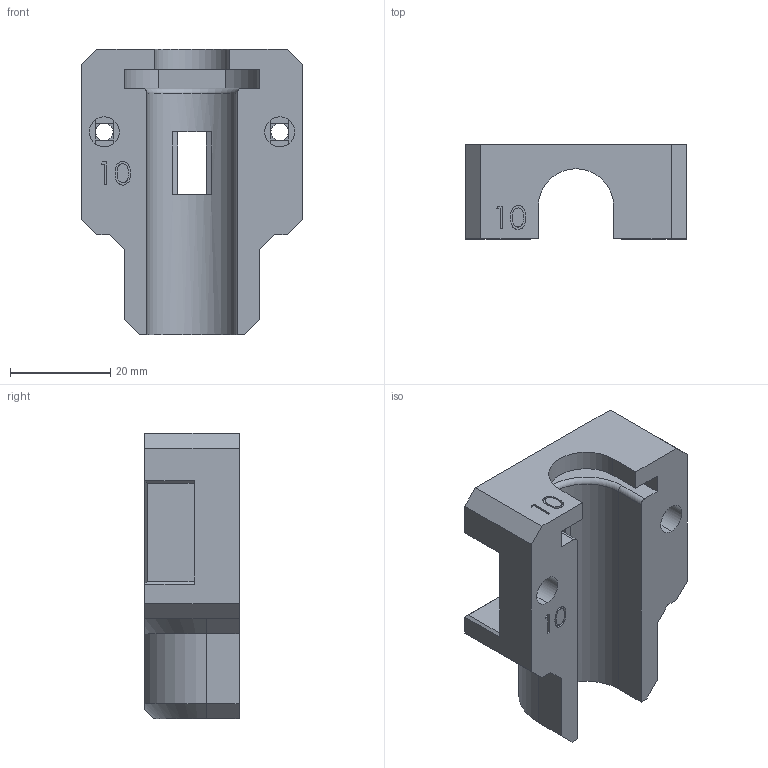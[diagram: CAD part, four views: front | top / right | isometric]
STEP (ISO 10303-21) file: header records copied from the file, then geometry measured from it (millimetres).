
FILE_DESCRIPTION (( 'STEP AP214' ), '1' );
FILE_NAME ('10mL Hamilton Holder v1.3.STEP', '2024-12-03T16:12:11', ( '' ), ( '' ), 'SwSTEP 2.0', 'SolidWorks 2024', '' );
FILE_SCHEMA (( 'AUTOMOTIVE_DESIGN' ));
Length unit declared in the file: millimetre
Products named in the file (1): 10mL Hamilton Holder v1.3
Bounding box: 44 x 18.77 x 57 mm (x, y, z)
Volume: 20113.8 mm3; surface area: 9571.6 mm2
Topology: 1 solids, 1 shells, 137 faces, 361 edges, 232 vertices
Faces by surface type: plane 97, cylinder 18, bspline 18, cone 3, torus 1
Entity records: 5659 total; most frequent: CARTESIAN_POINT 2332, ORIENTED_EDGE 722, DIRECTION 614, EDGE_CURVE 361, LINE 266, VECTOR 266, VERTEX_POINT 232, AXIS2_PLACEMENT_3D 174
